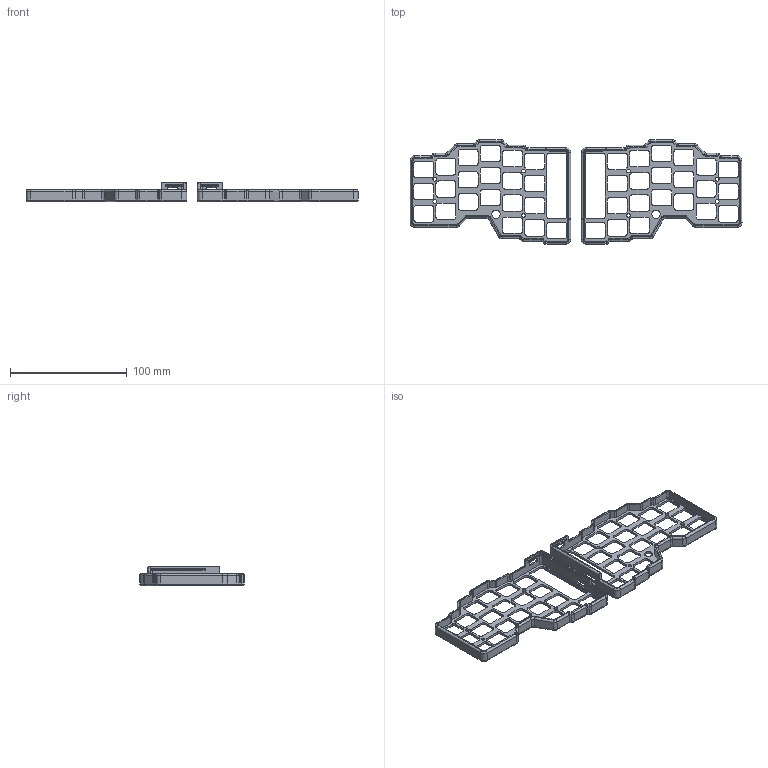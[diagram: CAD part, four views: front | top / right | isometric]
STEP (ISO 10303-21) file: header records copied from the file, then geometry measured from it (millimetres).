
FILE_DESCRIPTION(/* description */ (''),/* implementation_level */ '2;1');
FILE_NAME(/* name */ 'mriya-bumper-mjf-v1.01.step',/* time_stamp */ '2024-08-15T23:59:12+03:00',/* author */ (''),/* organization */ (''),/* preprocessor_version */ 'ST-DEVELOPER v20',/* originating_system */ 'Autodesk Translation Framework v13.14.0.145',/* authorisation */ '');
FILE_SCHEMA (('AUTOMOTIVE_DESIGN { 1 0 10303 214 3 1 1 }'));
Length unit declared in the file: millimetre
Products named in the file (1): mriya-bumper-mjf
Bounding box: 284.3 x 89.4 x 17 mm (x, y, z)
Volume: 35756.3 mm3; surface area: 39378.7 mm2
Topology: 2 solids, 2 shells, 972 faces, 2672 edges, 1712 vertices
Faces by surface type: cylinder 462, plane 400, torus 68, bspline 28, sphere 8, cone 6
Full cylindrical faces by diameter (mm): 3.2 x8, 7 x2
Entity records: 31385 total; most frequent: DIRECTION 5608, CARTESIAN_POINT 5605, ORIENTED_EDGE 5344, EDGE_CURVE 2672, AXIS2_PLACEMENT_3D 1991, VERTEX_POINT 1712, LINE 1626, VECTOR 1626
